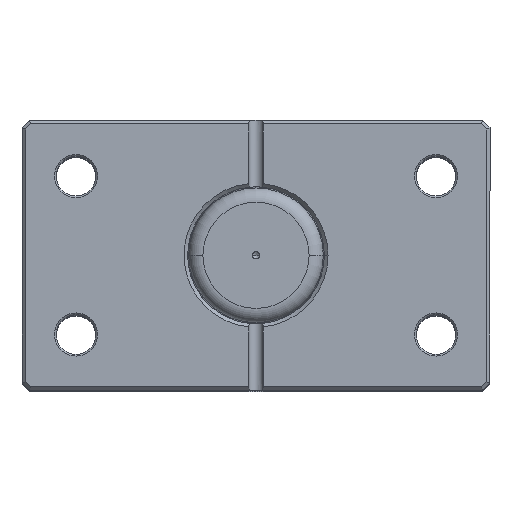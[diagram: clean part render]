
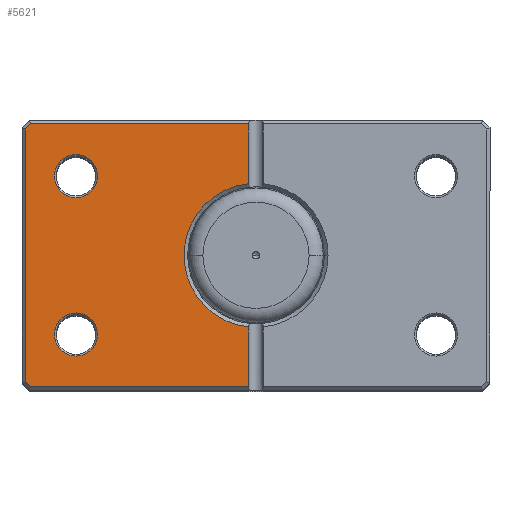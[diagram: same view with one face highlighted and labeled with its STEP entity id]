
A CAD part, top view. The second image highlights one B-rep face of the part: STEP entity #5621.
In plain terms, the highlighted face is planar.
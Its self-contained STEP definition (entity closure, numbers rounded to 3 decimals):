
#13 = EDGE_CURVE ( 'NONE', #3533, #58, #953, .T. ) ;
#23 = CARTESIAN_POINT ( 'NONE',  ( 2., 37.5, 0. ) ) ;
#58 = VERTEX_POINT ( 'NONE', #2899 ) ;
#99 = LINE ( 'NONE', #412, #5260 ) ;
#155 = VERTEX_POINT ( 'NONE', #4044 ) ;
#240 = ORIENTED_EDGE ( 'NONE', *, *, #13, .T. ) ;
#272 = LINE ( 'NONE', #2406, #4408 ) ;
#294 = CARTESIAN_POINT ( 'NONE',  ( 64., 35.086, 0. ) ) ;
#346 = LINE ( 'NONE', #23, #2948 ) ;
#398 = DIRECTION ( 'NONE',  ( -0.707, -0.707, 0. ) ) ;
#408 = CARTESIAN_POINT ( 'NONE',  ( 0., 0., 0. ) ) ;
#412 = CARTESIAN_POINT ( 'NONE',  ( 49.543, -49.543, 0. ) ) ;
#710 = CARTESIAN_POINT ( 'NONE',  ( 2., 37.5, 0. ) ) ;
#741 = CARTESIAN_POINT ( 'NONE',  ( 56., 22., 0. ) ) ;
#813 = ORIENTED_EDGE ( 'NONE', *, *, #2764, .T. ) ;
#861 = VECTOR ( 'NONE', #6456, 1000. ) ;
#925 = DIRECTION ( 'NONE',  ( 1., 0., 0. ) ) ;
#953 = LINE ( 'NONE', #710, #3444 ) ;
#977 = CARTESIAN_POINT ( 'NONE',  ( 2., 19.9, 0. ) ) ;
#994 = DIRECTION ( 'NONE',  ( 0., 0., 1. ) ) ;
#1163 = DIRECTION ( 'NONE',  ( 0., 1., 0. ) ) ;
#1312 = ORIENTED_EDGE ( 'NONE', *, *, #4792, .T. ) ;
#1485 = DIRECTION ( 'NONE',  ( 0., 0., 1. ) ) ;
#1561 = DIRECTION ( 'NONE',  ( 0., -1., 0. ) ) ;
#1568 = EDGE_CURVE ( 'NONE', #3777, #3533, #5813, .T. ) ;
#1626 = FACE_OUTER_BOUND ( 'NONE', #2356, .T. ) ;
#1856 = EDGE_CURVE ( 'NONE', #6248, #1890, #3267, .T. ) ;
#1890 = VERTEX_POINT ( 'NONE', #2418 ) ;
#1961 = EDGE_CURVE ( 'NONE', #155, #3777, #99, .T. ) ;
#2005 = ORIENTED_EDGE ( 'NONE', *, *, #1961, .T. ) ;
#2012 = CARTESIAN_POINT ( 'NONE',  ( 0., 36.5, 0. ) ) ;
#2036 = VECTOR ( 'NONE', #5066, 1000. ) ;
#2095 = DIRECTION ( 'NONE',  ( 1., 0., 0. ) ) ;
#2117 = DIRECTION ( 'NONE',  ( 0., 0., 1. ) ) ;
#2143 = CARTESIAN_POINT ( 'NONE',  ( 50., -22., 0. ) ) ;
#2232 = ORIENTED_EDGE ( 'NONE', *, *, #2395, .T. ) ;
#2263 = CARTESIAN_POINT ( 'NONE',  ( 0., 0., 0. ) ) ;
#2275 = AXIS2_PLACEMENT_3D ( 'NONE', #3973, #994, #4461 ) ;
#2356 = EDGE_LOOP ( 'NONE', ( #240, #1312, #5232, #6263, #813, #4772, #2005, #3375 ) ) ;
#2395 = EDGE_CURVE ( 'NONE', #4744, #3975, #4794, .T. ) ;
#2406 = CARTESIAN_POINT ( 'NONE',  ( 49.543, 49.543, 0. ) ) ;
#2418 = CARTESIAN_POINT ( 'NONE',  ( 44., 22., 0. ) ) ;
#2760 = DIRECTION ( 'NONE',  ( 1., 0., 0. ) ) ;
#2762 = ORIENTED_EDGE ( 'NONE', *, *, #1856, .T. ) ;
#2764 = EDGE_CURVE ( 'NONE', #5152, #5194, #272, .T. ) ;
#2899 = CARTESIAN_POINT ( 'NONE',  ( 2., -19.9, 0. ) ) ;
#2917 = FACE_BOUND ( 'NONE', #4818, .T. ) ;
#2940 = EDGE_CURVE ( 'NONE', #5288, #5970, #346, .T. ) ;
#2948 = VECTOR ( 'NONE', #5023, 1000. ) ;
#3207 = AXIS2_PLACEMENT_3D ( 'NONE', #3785, #3776, #3484 ) ;
#3267 = CIRCLE ( 'NONE', #3207, 6. ) ;
#3323 = EDGE_CURVE ( 'NONE', #1890, #6248, #4564, .T. ) ;
#3324 = CIRCLE ( 'NONE', #6374, 20. ) ;
#3375 = ORIENTED_EDGE ( 'NONE', *, *, #1568, .T. ) ;
#3400 = DIRECTION ( 'NONE',  ( 0.707, -0.707, 0. ) ) ;
#3444 = VECTOR ( 'NONE', #1163, 1000. ) ;
#3484 = DIRECTION ( 'NONE',  ( 1., 0., 0. ) ) ;
#3533 = VERTEX_POINT ( 'NONE', #5107 ) ;
#3776 = DIRECTION ( 'NONE',  ( 0., 0., 1. ) ) ;
#3777 = VERTEX_POINT ( 'NONE', #6413 ) ;
#3785 = CARTESIAN_POINT ( 'NONE',  ( 50., 22., 0. ) ) ;
#3874 = EDGE_CURVE ( 'NONE', #5194, #155, #5405, .T. ) ;
#3911 = DIRECTION ( 'NONE',  ( 0., 0., 1. ) ) ;
#3973 = CARTESIAN_POINT ( 'NONE',  ( 50., -22., 0. ) ) ;
#3975 = VERTEX_POINT ( 'NONE', #5018 ) ;
#3977 = LINE ( 'NONE', #2012, #861 ) ;
#3983 = CARTESIAN_POINT ( 'NONE',  ( 2., 36.5, 0. ) ) ;
#4044 = CARTESIAN_POINT ( 'NONE',  ( 64., -35.086, 0. ) ) ;
#4209 = CARTESIAN_POINT ( 'NONE',  ( 62.586, 36.5, 0. ) ) ;
#4232 = PLANE ( 'NONE',  #5399 ) ;
#4240 = FACE_BOUND ( 'NONE', #5455, .T. ) ;
#4249 = CARTESIAN_POINT ( 'NONE',  ( 44., -22., 0. ) ) ;
#4381 = ORIENTED_EDGE ( 'NONE', *, *, #3323, .T. ) ;
#4408 = VECTOR ( 'NONE', #3400, 1000. ) ;
#4428 = CARTESIAN_POINT ( 'NONE',  ( 50., 22., 0. ) ) ;
#4461 = DIRECTION ( 'NONE',  ( 1., 0., 0. ) ) ;
#4564 = CIRCLE ( 'NONE', #5785, 6. ) ;
#4744 = VERTEX_POINT ( 'NONE', #4249 ) ;
#4772 = ORIENTED_EDGE ( 'NONE', *, *, #3874, .T. ) ;
#4792 = EDGE_CURVE ( 'NONE', #58, #5288, #3324, .T. ) ;
#4794 = CIRCLE ( 'NONE', #5941, 6. ) ;
#4818 = EDGE_LOOP ( 'NONE', ( #2232, #5542 ) ) ;
#4869 = EDGE_CURVE ( 'NONE', #3975, #4744, #5317, .T. ) ;
#4915 = DIRECTION ( 'NONE',  ( 1., 0., 0. ) ) ;
#5018 = CARTESIAN_POINT ( 'NONE',  ( 56., -22., 0. ) ) ;
#5023 = DIRECTION ( 'NONE',  ( 0., 1., 0. ) ) ;
#5027 = CARTESIAN_POINT ( 'NONE',  ( 0., -36.5, 0. ) ) ;
#5066 = DIRECTION ( 'NONE',  ( -1., 0., 0. ) ) ;
#5107 = CARTESIAN_POINT ( 'NONE',  ( 2., -36.5, 0. ) ) ;
#5152 = VERTEX_POINT ( 'NONE', #4209 ) ;
#5194 = VERTEX_POINT ( 'NONE', #294 ) ;
#5232 = ORIENTED_EDGE ( 'NONE', *, *, #2940, .T. ) ;
#5260 = VECTOR ( 'NONE', #398, 1000. ) ;
#5288 = VERTEX_POINT ( 'NONE', #977 ) ;
#5317 = CIRCLE ( 'NONE', #2275, 6. ) ;
#5399 = AXIS2_PLACEMENT_3D ( 'NONE', #2263, #5716, #2760 ) ;
#5405 = LINE ( 'NONE', #5989, #6432 ) ;
#5455 = EDGE_LOOP ( 'NONE', ( #4381, #2762 ) ) ;
#5542 = ORIENTED_EDGE ( 'NONE', *, *, #4869, .T. ) ;
#5621 = ADVANCED_FACE ( 'NONE', ( #2917, #4240, #1626 ), #4232, .F. ) ;
#5716 = DIRECTION ( 'NONE',  ( 0., 0., 1. ) ) ;
#5785 = AXIS2_PLACEMENT_3D ( 'NONE', #4428, #1485, #4915 ) ;
#5813 = LINE ( 'NONE', #5027, #2036 ) ;
#5932 = EDGE_CURVE ( 'NONE', #5970, #5152, #3977, .T. ) ;
#5941 = AXIS2_PLACEMENT_3D ( 'NONE', #2143, #2117, #2095 ) ;
#5970 = VERTEX_POINT ( 'NONE', #3983 ) ;
#5989 = CARTESIAN_POINT ( 'NONE',  ( 64., 0., 0. ) ) ;
#6248 = VERTEX_POINT ( 'NONE', #741 ) ;
#6263 = ORIENTED_EDGE ( 'NONE', *, *, #5932, .T. ) ;
#6374 = AXIS2_PLACEMENT_3D ( 'NONE', #408, #3911, #925 ) ;
#6413 = CARTESIAN_POINT ( 'NONE',  ( 62.586, -36.5, 0. ) ) ;
#6432 = VECTOR ( 'NONE', #1561, 1000. ) ;
#6456 = DIRECTION ( 'NONE',  ( 1., 0., 0. ) ) ;
